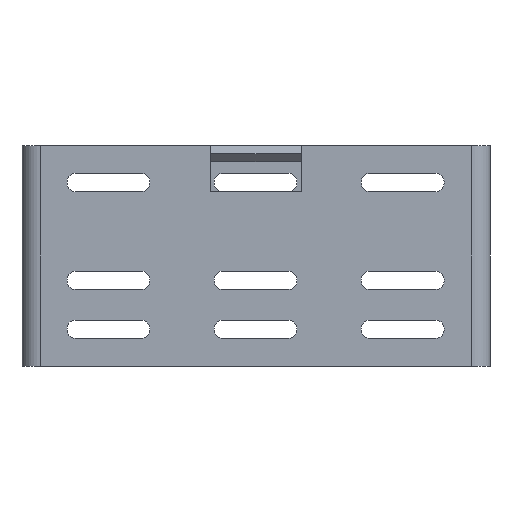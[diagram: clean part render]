
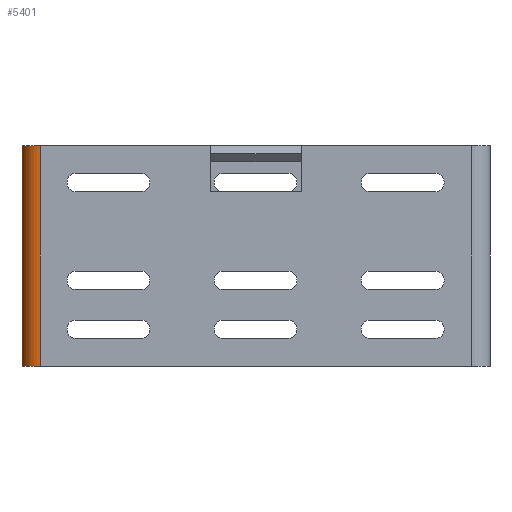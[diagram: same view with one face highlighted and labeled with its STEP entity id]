
A CAD part, front view. The second image highlights one B-rep face of the part: STEP entity #5401.
In plain terms, the highlighted cylindrical face has radius 2 mm (diameter 4 mm), a partial arc.
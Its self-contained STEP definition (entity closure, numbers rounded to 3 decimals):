
#44 = PLANE('',#45);
#45 = AXIS2_PLACEMENT_3D('',#46,#47,#48);
#46 = CARTESIAN_POINT('',(-25.45,30.938,0.));
#47 = DIRECTION('',(-1.,0.,0.));
#48 = DIRECTION('',(0.,-1.,0.));
#73 = PLANE('',#74);
#74 = AXIS2_PLACEMENT_3D('',#75,#76,#77);
#75 = CARTESIAN_POINT('',(0.,0.,24.));
#76 = DIRECTION('',(0.,0.,1.));
#77 = DIRECTION('',(1.,0.,-0.));
#132 = PLANE('',#133);
#133 = AXIS2_PLACEMENT_3D('',#134,#135,#136);
#134 = CARTESIAN_POINT('',(0.,0.,0.));
#135 = DIRECTION('',(0.,0.,1.));
#136 = DIRECTION('',(1.,0.,-0.));
#147 = EDGE_CURVE('',#148,#150,#152,.T.);
#148 = VERTEX_POINT('',#149);
#149 = CARTESIAN_POINT('',(-25.45,-28.938,24.));
#150 = VERTEX_POINT('',#151);
#151 = CARTESIAN_POINT('',(-25.45,-28.938,0.));
#152 = SURFACE_CURVE('',#153,(#157,#164),.PCURVE_S1.);
#153 = LINE('',#154,#155);
#154 = CARTESIAN_POINT('',(-25.45,-28.938,0.));
#155 = VECTOR('',#156,1.);
#156 = DIRECTION('',(0.,0.,-1.));
#157 = PCURVE('',#44,#158);
#158 = DEFINITIONAL_REPRESENTATION('',(#159),#163);
#159 = LINE('',#160,#161);
#160 = CARTESIAN_POINT('',(59.876,0.));
#161 = VECTOR('',#162,1.);
#162 = DIRECTION('',(0.,-1.));
#163 = ( GEOMETRIC_REPRESENTATION_CONTEXT(2) 
PARAMETRIC_REPRESENTATION_CONTEXT() REPRESENTATION_CONTEXT('2D SPACE',''
  ) );
#164 = PCURVE('',#165,#170);
#165 = CYLINDRICAL_SURFACE('',#166,2.);
#166 = AXIS2_PLACEMENT_3D('',#167,#168,#169);
#167 = CARTESIAN_POINT('',(-23.45,-28.938,0.));
#168 = DIRECTION('',(0.,0.,1.));
#169 = DIRECTION('',(-0.707,-0.707,0.));
#170 = DEFINITIONAL_REPRESENTATION('',(#171),#175);
#171 = LINE('',#172,#173);
#172 = CARTESIAN_POINT('',(5.498,0.));
#173 = VECTOR('',#174,1.);
#174 = DIRECTION('',(0.,-1.));
#175 = ( GEOMETRIC_REPRESENTATION_CONTEXT(2) 
PARAMETRIC_REPRESENTATION_CONTEXT() REPRESENTATION_CONTEXT('2D SPACE',''
  ) );
#2200 = VERTEX_POINT('',#2201);
#2201 = CARTESIAN_POINT('',(-23.45,-30.938,24.));
#2217 = PLANE('',#2218);
#2218 = AXIS2_PLACEMENT_3D('',#2219,#2220,#2221);
#2219 = CARTESIAN_POINT('',(-25.45,-30.938,0.));
#2220 = DIRECTION('',(0.,-1.,0.));
#2221 = DIRECTION('',(1.,0.,0.));
#2885 = EDGE_CURVE('',#2200,#148,#2886,.T.);
#2886 = SURFACE_CURVE('',#2887,(#2892,#2903),.PCURVE_S1.);
#2887 = CIRCLE('',#2888,2.);
#2888 = AXIS2_PLACEMENT_3D('',#2889,#2890,#2891);
#2889 = CARTESIAN_POINT('',(-23.45,-28.938,24.));
#2890 = DIRECTION('',(0.,0.,-1.));
#2891 = DIRECTION('',(-0.707,-0.707,-0.));
#2892 = PCURVE('',#73,#2893);
#2893 = DEFINITIONAL_REPRESENTATION('',(#2894),#2902);
#2894 = ( BOUNDED_CURVE() B_SPLINE_CURVE(2,(#2895,#2896,#2897,#2898,
#2899,#2900,#2901),.UNSPECIFIED.,.T.,.F.) B_SPLINE_CURVE_WITH_KNOTS((1,2
    ,2,2,2,1),(-2.094,0.,2.094,4.189,
6.283,8.378),.UNSPECIFIED.) CURVE() 
GEOMETRIC_REPRESENTATION_ITEM() RATIONAL_B_SPLINE_CURVE((1.,0.5,1.,0.5,
1.,0.5,1.)) REPRESENTATION_ITEM('') );
#2895 = CARTESIAN_POINT('',(-24.864,-30.352));
#2896 = CARTESIAN_POINT('',(-27.314,-27.903));
#2897 = CARTESIAN_POINT('',(-23.968,-27.006));
#2898 = CARTESIAN_POINT('',(-20.622,-26.109));
#2899 = CARTESIAN_POINT('',(-21.518,-29.455));
#2900 = CARTESIAN_POINT('',(-22.415,-32.802));
#2901 = CARTESIAN_POINT('',(-24.864,-30.352));
#2902 = ( GEOMETRIC_REPRESENTATION_CONTEXT(2) 
PARAMETRIC_REPRESENTATION_CONTEXT() REPRESENTATION_CONTEXT('2D SPACE',''
  ) );
#2903 = PCURVE('',#165,#2904);
#2904 = DEFINITIONAL_REPRESENTATION('',(#2905),#2909);
#2905 = LINE('',#2906,#2907);
#2906 = CARTESIAN_POINT('',(12.566,24.));
#2907 = VECTOR('',#2908,1.);
#2908 = DIRECTION('',(-1.,0.));
#2909 = ( GEOMETRIC_REPRESENTATION_CONTEXT(2) 
PARAMETRIC_REPRESENTATION_CONTEXT() REPRESENTATION_CONTEXT('2D SPACE',''
  ) );
#5177 = EDGE_CURVE('',#150,#5178,#5180,.T.);
#5178 = VERTEX_POINT('',#5179);
#5179 = CARTESIAN_POINT('',(-23.45,-30.938,0.));
#5180 = SURFACE_CURVE('',#5181,(#5186,#5193),.PCURVE_S1.);
#5181 = CIRCLE('',#5182,2.);
#5182 = AXIS2_PLACEMENT_3D('',#5183,#5184,#5185);
#5183 = CARTESIAN_POINT('',(-23.45,-28.938,0.));
#5184 = DIRECTION('',(0.,0.,1.));
#5185 = DIRECTION('',(-0.707,-0.707,0.));
#5186 = PCURVE('',#132,#5187);
#5187 = DEFINITIONAL_REPRESENTATION('',(#5188),#5192);
#5188 = CIRCLE('',#5189,2.);
#5189 = AXIS2_PLACEMENT_2D('',#5190,#5191);
#5190 = CARTESIAN_POINT('',(-23.45,-28.938));
#5191 = DIRECTION('',(-0.707,-0.707));
#5192 = ( GEOMETRIC_REPRESENTATION_CONTEXT(2) 
PARAMETRIC_REPRESENTATION_CONTEXT() REPRESENTATION_CONTEXT('2D SPACE',''
  ) );
#5193 = PCURVE('',#165,#5194);
#5194 = DEFINITIONAL_REPRESENTATION('',(#5195),#5199);
#5195 = LINE('',#5196,#5197);
#5196 = CARTESIAN_POINT('',(0.,0.));
#5197 = VECTOR('',#5198,1.);
#5198 = DIRECTION('',(1.,0.));
#5199 = ( GEOMETRIC_REPRESENTATION_CONTEXT(2) 
PARAMETRIC_REPRESENTATION_CONTEXT() REPRESENTATION_CONTEXT('2D SPACE',''
  ) );
#5401 = ADVANCED_FACE('',(#5402),#165,.T.);
#5402 = FACE_BOUND('',#5403,.T.);
#5403 = EDGE_LOOP('',(#5404,#5425,#5426,#5427));
#5404 = ORIENTED_EDGE('',*,*,#5405,.T.);
#5405 = EDGE_CURVE('',#5178,#2200,#5406,.T.);
#5406 = SURFACE_CURVE('',#5407,(#5411,#5418),.PCURVE_S1.);
#5407 = LINE('',#5408,#5409);
#5408 = CARTESIAN_POINT('',(-23.45,-30.938,0.));
#5409 = VECTOR('',#5410,1.);
#5410 = DIRECTION('',(0.,0.,1.));
#5411 = PCURVE('',#165,#5412);
#5412 = DEFINITIONAL_REPRESENTATION('',(#5413),#5417);
#5413 = LINE('',#5414,#5415);
#5414 = CARTESIAN_POINT('',(7.069,0.));
#5415 = VECTOR('',#5416,1.);
#5416 = DIRECTION('',(0.,1.));
#5417 = ( GEOMETRIC_REPRESENTATION_CONTEXT(2) 
PARAMETRIC_REPRESENTATION_CONTEXT() REPRESENTATION_CONTEXT('2D SPACE',''
  ) );
#5418 = PCURVE('',#2217,#5419);
#5419 = DEFINITIONAL_REPRESENTATION('',(#5420),#5424);
#5420 = LINE('',#5421,#5422);
#5421 = CARTESIAN_POINT('',(2.,0.));
#5422 = VECTOR('',#5423,1.);
#5423 = DIRECTION('',(0.,1.));
#5424 = ( GEOMETRIC_REPRESENTATION_CONTEXT(2) 
PARAMETRIC_REPRESENTATION_CONTEXT() REPRESENTATION_CONTEXT('2D SPACE',''
  ) );
#5425 = ORIENTED_EDGE('',*,*,#2885,.T.);
#5426 = ORIENTED_EDGE('',*,*,#147,.T.);
#5427 = ORIENTED_EDGE('',*,*,#5177,.T.);
